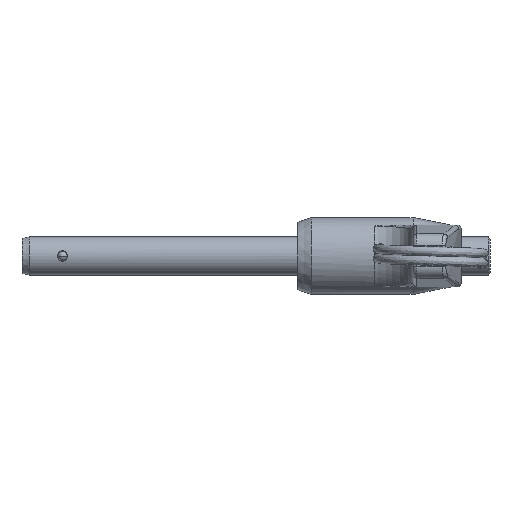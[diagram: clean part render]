
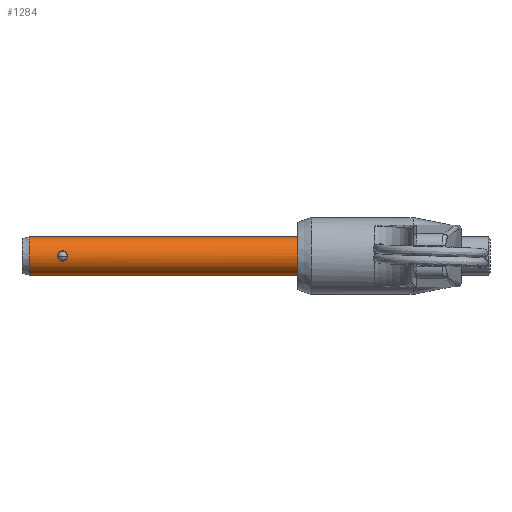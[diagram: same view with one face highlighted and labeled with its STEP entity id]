
A CAD part, front view. The second image highlights one B-rep face of the part: STEP entity #1284.
In plain terms, the highlighted cylindrical face has radius 3.175 mm (diameter 6.35 mm), a partial arc.
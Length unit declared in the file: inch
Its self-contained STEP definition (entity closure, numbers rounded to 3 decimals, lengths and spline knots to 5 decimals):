
#4 = CARTESIAN_POINT ( 'NONE',  ( -1.47335, 0., -0.125 ) ) ;
#34 = DIRECTION ( 'NONE',  ( -1., 0., 0. ) ) ;
#176 = CARTESIAN_POINT ( 'NONE',  ( -1.22578, -0.125, -0.00428 ) ) ;
#177 = EDGE_CURVE ( 'NONE', #4288, #329, #791, .T. ) ;
#202 = CARTESIAN_POINT ( 'NONE',  ( -1.28973, -0.125, 0. ) ) ;
#204 = CARTESIAN_POINT ( 'NONE',  ( -1.28973, -0.125, 0.00856 ) ) ;
#329 = VERTEX_POINT ( 'NONE', #4 ) ;
#335 = CARTESIAN_POINT ( 'NONE',  ( -1.25351, -0.12055, 0.03304 ) ) ;
#390 = CARTESIAN_POINT ( 'NONE',  ( 0.27, 0., 0. ) ) ;
#487 = DIRECTION ( 'NONE',  ( -1., 0., 0. ) ) ;
#490 = CARTESIAN_POINT ( 'NONE',  ( -1.22967, -0.12397, -0.01647 ) ) ;
#532 = FACE_OUTER_BOUND ( 'NONE', #3912, .T. ) ;
#550 = EDGE_CURVE ( 'NONE', #1332, #1968, #1672, .T. ) ;
#613 = EDGE_CURVE ( 'NONE', #329, #1403, #4097, .T. ) ;
#734 = CARTESIAN_POINT ( 'NONE',  ( 1.52, 0., -0.125 ) ) ;
#791 = LINE ( 'NONE', #734, #3623 ) ;
#846 = CARTESIAN_POINT ( 'NONE',  ( -1.28973, -0.125, -0.00428 ) ) ;
#877 = CARTESIAN_POINT ( 'NONE',  ( -1.47335, 0., 0. ) ) ;
#993 = CARTESIAN_POINT ( 'NONE',  ( -1.27413, -0.12166, 0.02878 ) ) ;
#1038 = AXIS2_PLACEMENT_3D ( 'NONE', #1307, #3263, #2260 ) ;
#1132 = ORIENTED_EDGE ( 'NONE', *, *, #177, .F. ) ;
#1147 = CARTESIAN_POINT ( 'NONE',  ( -1.22658, -0.12477, -0.00857 ) ) ;
#1175 = CARTESIAN_POINT ( 'NONE',  ( -1.25343, -0.12056, -0.03304 ) ) ;
#1271 = ORIENTED_EDGE ( 'NONE', *, *, #4100, .T. ) ;
#1284 = ADVANCED_FACE ( 'NONE', ( #532, #4283 ), #1579, .T. ) ;
#1298 = ORIENTED_EDGE ( 'NONE', *, *, #2907, .T. ) ;
#1307 = CARTESIAN_POINT ( 'NONE',  ( 1.52, 0., 0. ) ) ;
#1319 = CARTESIAN_POINT ( 'NONE',  ( -1.27766, -0.12224, 0.02631 ) ) ;
#1332 = VERTEX_POINT ( 'NONE', #4132 ) ;
#1403 = VERTEX_POINT ( 'NONE', #1442 ) ;
#1442 = CARTESIAN_POINT ( 'NONE',  ( -1.47335, 0., 0.125 ) ) ;
#1478 = VERTEX_POINT ( 'NONE', #1572 ) ;
#1486 = CARTESIAN_POINT ( 'NONE',  ( -1.24137, -0.12166, -0.02877 ) ) ;
#1572 = CARTESIAN_POINT ( 'NONE',  ( 0.27, 0., 0.125 ) ) ;
#1579 = CYLINDRICAL_SURFACE ( 'NONE', #1038, 0.125 ) ;
#1613 = CARTESIAN_POINT ( 'NONE',  ( -1.24141, -0.12165, 0.02879 ) ) ;
#1642 = CARTESIAN_POINT ( 'NONE',  ( -1.22905, -0.12399, 0.01707 ) ) ;
#1672 = B_SPLINE_CURVE_WITH_KNOTS ( 'NONE', 3,
 ( #1838, #176, #1147, #490, #3776, #2484, #1486, #1787, #1175, #2462, #2828, #3806, #2804, #2817, #3114, #3451, #846, #4158 ),
 .UNSPECIFIED., .F., .F.,
 ( 4, 2, 2, 2, 2, 2, 2, 2, 4 ),
 ( 0.00389, 0.00422, 0.00454, 0.00487, 0.00519, 0.00552, 0.00584, 0.00617, 0.00649 ),
 .UNSPECIFIED. ) ;
#1787 = CARTESIAN_POINT ( 'NONE',  ( -1.24915, -0.12081, -0.03213 ) ) ;
#1838 = CARTESIAN_POINT ( 'NONE',  ( -1.22578, -0.125, 0. ) ) ;
#1968 = VERTEX_POINT ( 'NONE', #202 ) ;
#2260 = DIRECTION ( 'NONE',  ( 0., 0., 1. ) ) ;
#2282 = B_SPLINE_CURVE_WITH_KNOTS ( 'NONE', 3,
 ( #2545, #204, #2990, #1319, #993, #2956, #3946, #335, #2928, #1613, #3964, #1642, #3306, #3621 ),
 .UNSPECIFIED., .F., .F.,
 ( 4, 2, 2, 2, 2, 2, 4 ),
 ( 0.0013, 0.00195, 0.00227, 0.0026, 0.00292, 0.00325, 0.00389 ),
 .UNSPECIFIED. ) ;
#2459 = CIRCLE ( 'NONE', #2738, 0.125 ) ;
#2462 = CARTESIAN_POINT ( 'NONE',  ( -1.26208, -0.12056, -0.03304 ) ) ;
#2484 = CARTESIAN_POINT ( 'NONE',  ( -1.2378, -0.12225, -0.02627 ) ) ;
#2545 = CARTESIAN_POINT ( 'NONE',  ( -1.28973, -0.125, 0. ) ) ;
#2590 = CARTESIAN_POINT ( 'NONE',  ( 0.27, 0., -0.125 ) ) ;
#2598 = VECTOR ( 'NONE', #3737, 39.37008 ) ;
#2738 = AXIS2_PLACEMENT_3D ( 'NONE', #390, #34, #3061 ) ;
#2804 = CARTESIAN_POINT ( 'NONE',  ( -1.27769, -0.12225, -0.02628 ) ) ;
#2817 = CARTESIAN_POINT ( 'NONE',  ( -1.28351, -0.1234, -0.02015 ) ) ;
#2828 = CARTESIAN_POINT ( 'NONE',  ( -1.26632, -0.12081, -0.03215 ) ) ;
#2853 = ORIENTED_EDGE ( 'NONE', *, *, #613, .F. ) ;
#2861 = EDGE_CURVE ( 'NONE', #1968, #1332, #2282, .T. ) ;
#2866 = ORIENTED_EDGE ( 'NONE', *, *, #550, .T. ) ;
#2907 = EDGE_CURVE ( 'NONE', #4288, #1478, #2459, .T. ) ;
#2928 = CARTESIAN_POINT ( 'NONE',  ( -1.24921, -0.12081, 0.03215 ) ) ;
#2956 = CARTESIAN_POINT ( 'NONE',  ( -1.26632, -0.12081, 0.03215 ) ) ;
#2990 = CARTESIAN_POINT ( 'NONE',  ( -1.28647, -0.12399, 0.01705 ) ) ;
#3061 = DIRECTION ( 'NONE',  ( 0., 0., 1. ) ) ;
#3114 = CARTESIAN_POINT ( 'NONE',  ( -1.28583, -0.12397, -0.01648 ) ) ;
#3179 = EDGE_LOOP ( 'NONE', ( #3668, #2866 ) ) ;
#3216 = DIRECTION ( 'NONE',  ( 0., 0., 1. ) ) ;
#3263 = DIRECTION ( 'NONE',  ( -1., 0., 0. ) ) ;
#3306 = CARTESIAN_POINT ( 'NONE',  ( -1.22578, -0.125, 0.00855 ) ) ;
#3451 = CARTESIAN_POINT ( 'NONE',  ( -1.28892, -0.12477, -0.00857 ) ) ;
#3621 = CARTESIAN_POINT ( 'NONE',  ( -1.22578, -0.125, 0. ) ) ;
#3623 = VECTOR ( 'NONE', #487, 39.37008 ) ;
#3668 = ORIENTED_EDGE ( 'NONE', *, *, #2861, .T. ) ;
#3725 = CARTESIAN_POINT ( 'NONE',  ( 1.52, 0., 0.125 ) ) ;
#3737 = DIRECTION ( 'NONE',  ( -1., 0., 0. ) ) ;
#3776 = CARTESIAN_POINT ( 'NONE',  ( -1.23199, -0.1234, -0.02015 ) ) ;
#3806 = CARTESIAN_POINT ( 'NONE',  ( -1.27414, -0.12166, -0.02877 ) ) ;
#3912 = EDGE_LOOP ( 'NONE', ( #1132, #1298, #1271, #2853 ) ) ;
#3946 = CARTESIAN_POINT ( 'NONE',  ( -1.26203, -0.12056, 0.03303 ) ) ;
#3954 = LINE ( 'NONE', #3725, #2598 ) ;
#3964 = CARTESIAN_POINT ( 'NONE',  ( -1.23786, -0.12224, 0.02632 ) ) ;
#4097 = CIRCLE ( 'NONE', #4303, 0.125 ) ;
#4100 = EDGE_CURVE ( 'NONE', #1478, #1403, #3954, .T. ) ;
#4132 = CARTESIAN_POINT ( 'NONE',  ( -1.22578, -0.125, 0. ) ) ;
#4158 = CARTESIAN_POINT ( 'NONE',  ( -1.28973, -0.125, 0. ) ) ;
#4226 = DIRECTION ( 'NONE',  ( -1., 0., 0. ) ) ;
#4283 = FACE_BOUND ( 'NONE', #3179, .T. ) ;
#4288 = VERTEX_POINT ( 'NONE', #2590 ) ;
#4303 = AXIS2_PLACEMENT_3D ( 'NONE', #877, #4226, #3216 ) ;
